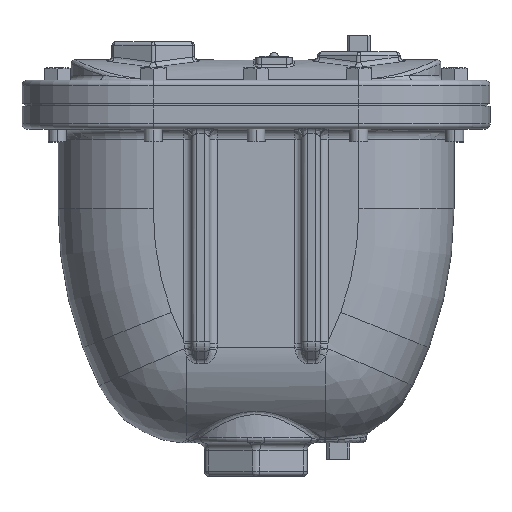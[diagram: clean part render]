
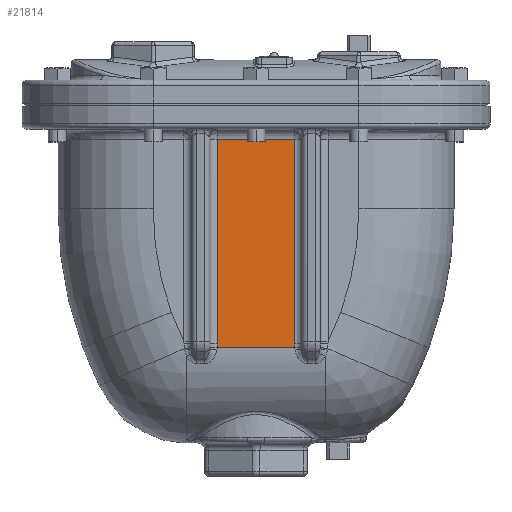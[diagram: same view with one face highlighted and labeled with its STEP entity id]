
A CAD part, top view. The second image highlights one B-rep face of the part: STEP entity #21814.
In plain terms, the highlighted planar face has unit normal (0, 0, 1).
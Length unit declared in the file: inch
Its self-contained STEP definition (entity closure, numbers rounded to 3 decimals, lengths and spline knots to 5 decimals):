
#8681=CARTESIAN_POINT('',(-0.93969,0.0005,2.3125));
#9105=CARTESIAN_POINT('',(-0.937,0.09119,2.3125));
#9106=CARTESIAN_POINT('',(-0.937,0.08485,
2.3125));
#9107=CARTESIAN_POINT('',(-0.93703,0.07133,
2.3125));
#9108=CARTESIAN_POINT('',(-0.93736,0.04763,
2.3125));
#9109=CARTESIAN_POINT('',(-0.9382,0.0231,
2.3125));
#9110=CARTESIAN_POINT('',(-0.93912,0.00793,
2.3125));
#9111=CARTESIAN_POINT('',(-0.93969,0.0005,2.3125));
#9113=DIRECTION('',(0.,-1.,0.));
#9114=VECTOR('',#9113,4.97181);
#9115=CARTESIAN_POINT('',(-0.937,5.063,2.3125));
#9116=LINE('',#9115,#9114);
#9117=DIRECTION('',(1.,0.,0.));
#9118=VECTOR('',#9117,1.874);
#9119=CARTESIAN_POINT('',(-0.937,5.063,2.3125));
#9120=LINE('',#9119,#9118);
#9121=DIRECTION('',(0.,1.,0.));
#9122=VECTOR('',#9121,4.97181);
#9123=CARTESIAN_POINT('',(0.937,0.09119,2.3125));
#9124=LINE('',#9123,#9122);
#9125=CARTESIAN_POINT('',(0.93969,0.0005,2.3125));
#9126=CARTESIAN_POINT('',(0.93912,0.00798,
2.3125));
#9127=CARTESIAN_POINT('',(0.93819,0.02323,
2.3125));
#9128=CARTESIAN_POINT('',(0.93736,0.04775,
2.3125));
#9129=CARTESIAN_POINT('',(0.93703,0.07139,
2.3125));
#9130=CARTESIAN_POINT('',(0.937,0.08487,
2.3125));
#9131=CARTESIAN_POINT('',(0.937,0.09119,2.3125));
#9133=DIRECTION('',(1.,0.,0.));
#9134=VECTOR('',#9133,1.87937);
#9135=CARTESIAN_POINT('',(-0.93969,0.0005,2.3125));
#9136=LINE('',#9135,#9134);
#12053=VERTEX_POINT('',#8681);
#12055=VERTEX_POINT('',#9105);
#12058=CARTESIAN_POINT('',(-0.937,5.063,2.3125));
#12059=VERTEX_POINT('',#12058);
#12102=CARTESIAN_POINT('',(0.937,5.063,2.3125));
#12103=VERTEX_POINT('',#12102);
#12104=CARTESIAN_POINT('',(0.93969,0.0005,2.3125));
#12105=VERTEX_POINT('',#12104);
#12157=CARTESIAN_POINT('',(0.937,0.09119,2.3125));
#12158=VERTEX_POINT('',#12157);
#21799=CARTESIAN_POINT('',(0.,0.,2.3125));
#21800=DIRECTION('',(0.,0.,1.));
#21801=DIRECTION('',(1.,0.,0.));
#21802=AXIS2_PLACEMENT_3D('',#21799,#21800,#21801);
#21803=PLANE('',#21802);
#21804=ORIENTED_EDGE('',*,*,#21726,.F.);
#21805=ORIENTED_EDGE('',*,*,#21741,.F.);
#21806=ORIENTED_EDGE('',*,*,#14272,.T.);
#21808=ORIENTED_EDGE('',*,*,#21807,.F.);
#21810=ORIENTED_EDGE('',*,*,#21809,.F.);
#21811=ORIENTED_EDGE('',*,*,#21392,.F.);
#21812=EDGE_LOOP('',(#21804,#21805,#21806,#21808,#21810,#21811));
#21813=FACE_OUTER_BOUND('',#21812,.F.);
#9112=B_SPLINE_CURVE_WITH_KNOTS('',3,(#9105,#9106,#9107,#9108,#9109,#9110,
#9111),.UNSPECIFIED.,.F.,.F.,(4,1,1,1,4),(0.,0.25,0.5,0.75,1.),
.UNSPECIFIED.);
#9132=B_SPLINE_CURVE_WITH_KNOTS('',3,(#9125,#9126,#9127,#9128,#9129,#9130,
#9131),.UNSPECIFIED.,.F.,.F.,(4,1,1,1,4),(0.,0.25,0.5,0.75,1.),
.UNSPECIFIED.);
#14272=EDGE_CURVE('',#12059,#12103,#9120,.T.);
#21392=EDGE_CURVE('',#12053,#12105,#9136,.T.);
#21726=EDGE_CURVE('',#12055,#12053,#9112,.T.);
#21741=EDGE_CURVE('',#12059,#12055,#9116,.T.);
#21807=EDGE_CURVE('',#12158,#12103,#9124,.T.);
#21809=EDGE_CURVE('',#12105,#12158,#9132,.T.);
#21814=ADVANCED_FACE('',(#21813),#21803,.T.);
